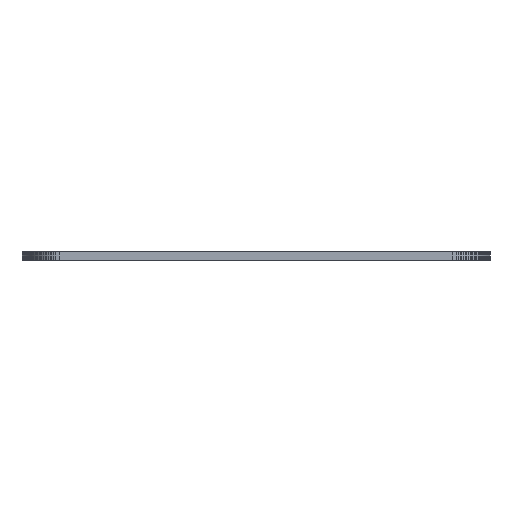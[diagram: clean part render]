
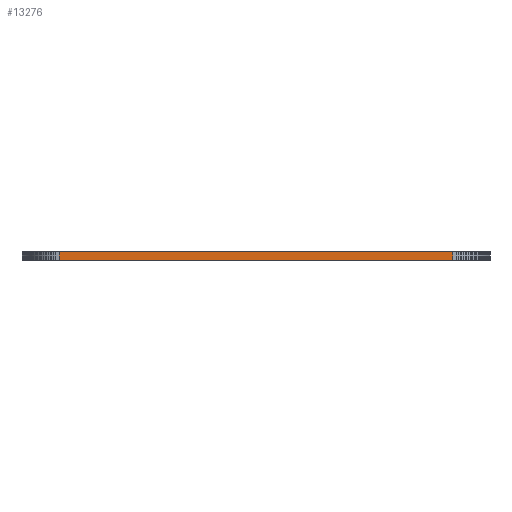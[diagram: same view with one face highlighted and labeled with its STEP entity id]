
A CAD part, front view. The second image highlights one B-rep face of the part: STEP entity #13276.
In plain terms, the highlighted planar face has unit normal (0, -1, 0).
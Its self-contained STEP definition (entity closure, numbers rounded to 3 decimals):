
#2273 = VERTEX_POINT('',#2274);
#2274 = CARTESIAN_POINT('',(110.892,-122.419,0.));
#2280 = EDGE_CURVE('',#2281,#2273,#2283,.T.);
#2281 = VERTEX_POINT('',#2282);
#2282 = CARTESIAN_POINT('',(181.934,-122.419,0.));
#2283 = LINE('',#2284,#2285);
#2284 = CARTESIAN_POINT('',(181.934,-122.419,0.));
#2285 = VECTOR('',#2286,1.);
#2286 = DIRECTION('',(-1.,0.,0.));
#5995 = VERTEX_POINT('',#5996);
#5996 = CARTESIAN_POINT('',(110.892,-122.419,1.6));
#6002 = EDGE_CURVE('',#6003,#5995,#6005,.T.);
#6003 = VERTEX_POINT('',#6004);
#6004 = CARTESIAN_POINT('',(181.934,-122.419,1.6));
#6005 = LINE('',#6006,#6007);
#6006 = CARTESIAN_POINT('',(181.934,-122.419,1.6));
#6007 = VECTOR('',#6008,1.);
#6008 = DIRECTION('',(-1.,0.,0.));
#13248 = EDGE_CURVE('',#2281,#6003,#13249,.T.);
#13249 = LINE('',#13250,#13251);
#13250 = CARTESIAN_POINT('',(181.934,-122.419,0.));
#13251 = VECTOR('',#13252,1.);
#13252 = DIRECTION('',(0.,0.,1.));
#13276 = ADVANCED_FACE('',(#13277),#13288,.T.);
#13277 = FACE_BOUND('',#13278,.T.);
#13278 = EDGE_LOOP('',(#13279,#13280,#13281,#13287));
#13279 = ORIENTED_EDGE('',*,*,#13248,.T.);
#13280 = ORIENTED_EDGE('',*,*,#6002,.T.);
#13281 = ORIENTED_EDGE('',*,*,#13282,.F.);
#13282 = EDGE_CURVE('',#2273,#5995,#13283,.T.);
#13283 = LINE('',#13284,#13285);
#13284 = CARTESIAN_POINT('',(110.892,-122.419,0.));
#13285 = VECTOR('',#13286,1.);
#13286 = DIRECTION('',(0.,0.,1.));
#13287 = ORIENTED_EDGE('',*,*,#2280,.F.);
#13288 = PLANE('',#13289);
#13289 = AXIS2_PLACEMENT_3D('',#13290,#13291,#13292);
#13290 = CARTESIAN_POINT('',(181.934,-122.419,0.));
#13291 = DIRECTION('',(0.,-1.,0.));
#13292 = DIRECTION('',(-1.,0.,0.));
